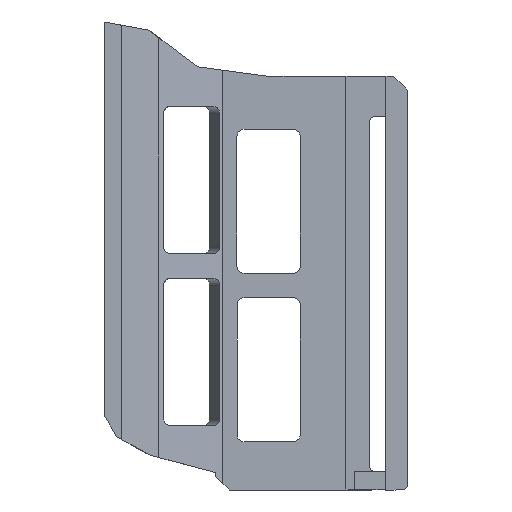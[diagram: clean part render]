
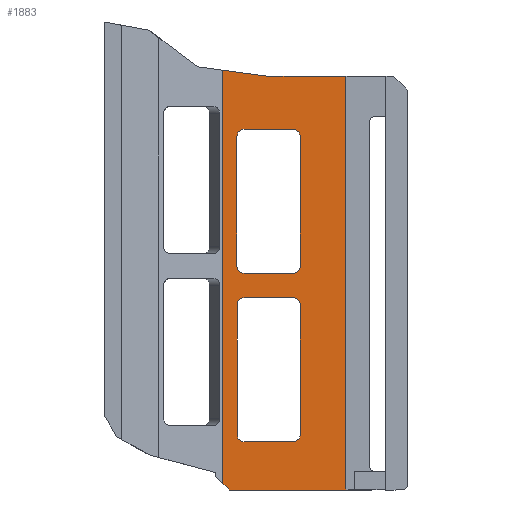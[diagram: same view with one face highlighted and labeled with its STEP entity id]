
A CAD part, left-side view. The second image highlights one B-rep face of the part: STEP entity #1883.
In plain terms, the highlighted planar face has unit normal (-1, 0, 0).
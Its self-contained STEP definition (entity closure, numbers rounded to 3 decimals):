
#297 = VERTEX_POINT('',#298);
#298 = CARTESIAN_POINT('',(33.,25.363,0.));
#304 = EDGE_CURVE('',#297,#305,#307,.T.);
#305 = VERTEX_POINT('',#306);
#306 = CARTESIAN_POINT('',(33.,-7.7,0.));
#307 = LINE('',#308,#309);
#308 = CARTESIAN_POINT('',(33.,27.3,0.));
#309 = VECTOR('',#310,1.);
#310 = DIRECTION('',(0.,-1.,0.));
#377 = VERTEX_POINT('',#378);
#378 = CARTESIAN_POINT('',(33.,14.732,117.977));
#384 = EDGE_CURVE('',#377,#385,#387,.T.);
#385 = VERTEX_POINT('',#386);
#386 = CARTESIAN_POINT('',(33.,-7.7,117.977));
#387 = LINE('',#388,#389);
#388 = CARTESIAN_POINT('',(33.,21.016,117.977));
#389 = VECTOR('',#390,1.);
#390 = DIRECTION('',(0.,-1.,0.));
#1706 = EDGE_CURVE('',#297,#1707,#1709,.T.);
#1707 = VERTEX_POINT('',#1708);
#1708 = CARTESIAN_POINT('',(33.,27.3,
    1.937));
#1709 = LINE('',#1710,#1711);
#1710 = CARTESIAN_POINT('',(33.,26.847,
    1.484));
#1711 = VECTOR('',#1712,1.);
#1712 = DIRECTION('',(0.,0.707,0.707));
#1883 = ADVANCED_FACE('',(#1884,#1909,#1979),#2049,.F.);
#1884 = FACE_BOUND('',#1885,.F.);
#1885 = EDGE_LOOP('',(#1886,#1887,#1888,#1896,#1902,#1903));
#1886 = ORIENTED_EDGE('',*,*,#304,.F.);
#1887 = ORIENTED_EDGE('',*,*,#1706,.T.);
#1888 = ORIENTED_EDGE('',*,*,#1889,.T.);
#1889 = EDGE_CURVE('',#1707,#1890,#1892,.T.);
#1890 = VERTEX_POINT('',#1891);
#1891 = CARTESIAN_POINT('',(33.,27.3,
    119.683));
#1892 = LINE('',#1893,#1894);
#1893 = CARTESIAN_POINT('',(33.,27.3,0.));
#1894 = VECTOR('',#1895,1.);
#1895 = DIRECTION('',(0.,0.,1.));
#1896 = ORIENTED_EDGE('',*,*,#1897,.T.);
#1897 = EDGE_CURVE('',#1890,#377,#1898,.T.);
#1898 = LINE('',#1899,#1900);
#1899 = CARTESIAN_POINT('',(33.,22.89,
    119.084));
#1900 = VECTOR('',#1901,1.);
#1901 = DIRECTION('',(0.,-0.991,-0.134));
#1902 = ORIENTED_EDGE('',*,*,#384,.T.);
#1903 = ORIENTED_EDGE('',*,*,#1904,.F.);
#1904 = EDGE_CURVE('',#305,#385,#1905,.T.);
#1905 = LINE('',#1906,#1907);
#1906 = CARTESIAN_POINT('',(33.,-7.7,0.));
#1907 = VECTOR('',#1908,1.);
#1908 = DIRECTION('',(0.,0.,1.));
#1909 = FACE_BOUND('',#1910,.F.);
#1910 = EDGE_LOOP('',(#1911,#1921,#1930,#1938,#1947,#1955,#1964,#1972));
#1911 = ORIENTED_EDGE('',*,*,#1912,.F.);
#1912 = EDGE_CURVE('',#1913,#1915,#1917,.T.);
#1913 = VERTEX_POINT('',#1914);
#1914 = CARTESIAN_POINT('',(33.,21.244,
    102.796));
#1915 = VERTEX_POINT('',#1916);
#1916 = CARTESIAN_POINT('',(33.,7.244,
    102.796));
#1917 = LINE('',#1918,#1919);
#1918 = CARTESIAN_POINT('',(33.,24.272,
    102.796));
#1919 = VECTOR('',#1920,1.);
#1920 = DIRECTION('',(0.,-1.,0.));
#1921 = ORIENTED_EDGE('',*,*,#1922,.F.);
#1922 = EDGE_CURVE('',#1923,#1913,#1925,.T.);
#1923 = VERTEX_POINT('',#1924);
#1924 = CARTESIAN_POINT('',(33.,23.244,
    100.796));
#1925 = CIRCLE('',#1926,2.);
#1926 = AXIS2_PLACEMENT_3D('',#1927,#1928,#1929);
#1927 = CARTESIAN_POINT('',(33.,21.244,
    100.796));
#1928 = DIRECTION('',(1.,0.,0.));
#1929 = DIRECTION('',(0.,1.,0.));
#1930 = ORIENTED_EDGE('',*,*,#1931,.F.);
#1931 = EDGE_CURVE('',#1932,#1923,#1934,.T.);
#1932 = VERTEX_POINT('',#1933);
#1933 = CARTESIAN_POINT('',(33.,23.244,
    63.796));
#1934 = LINE('',#1935,#1936);
#1935 = CARTESIAN_POINT('',(33.,23.244,
    31.898));
#1936 = VECTOR('',#1937,1.);
#1937 = DIRECTION('',(0.,0.,1.));
#1938 = ORIENTED_EDGE('',*,*,#1939,.F.);
#1939 = EDGE_CURVE('',#1940,#1932,#1942,.T.);
#1940 = VERTEX_POINT('',#1941);
#1941 = CARTESIAN_POINT('',(33.,21.244,
    61.796));
#1942 = CIRCLE('',#1943,2.);
#1943 = AXIS2_PLACEMENT_3D('',#1944,#1945,#1946);
#1944 = CARTESIAN_POINT('',(33.,21.244,
    63.796));
#1945 = DIRECTION('',(1.,0.,0.));
#1946 = DIRECTION('',(0.,1.,0.));
#1947 = ORIENTED_EDGE('',*,*,#1948,.F.);
#1948 = EDGE_CURVE('',#1949,#1940,#1951,.T.);
#1949 = VERTEX_POINT('',#1950);
#1950 = CARTESIAN_POINT('',(33.,7.244,
    61.796));
#1951 = LINE('',#1952,#1953);
#1952 = CARTESIAN_POINT('',(33.,17.272,
    61.796));
#1953 = VECTOR('',#1954,1.);
#1954 = DIRECTION('',(0.,1.,0.));
#1955 = ORIENTED_EDGE('',*,*,#1956,.F.);
#1956 = EDGE_CURVE('',#1957,#1949,#1959,.T.);
#1957 = VERTEX_POINT('',#1958);
#1958 = CARTESIAN_POINT('',(33.,5.244,
    63.796));
#1959 = CIRCLE('',#1960,2.);
#1960 = AXIS2_PLACEMENT_3D('',#1961,#1962,#1963);
#1961 = CARTESIAN_POINT('',(33.,7.244,
    63.796));
#1962 = DIRECTION('',(1.,0.,0.));
#1963 = DIRECTION('',(0.,1.,0.));
#1964 = ORIENTED_EDGE('',*,*,#1965,.F.);
#1965 = EDGE_CURVE('',#1966,#1957,#1968,.T.);
#1966 = VERTEX_POINT('',#1967);
#1967 = CARTESIAN_POINT('',(33.,5.244,
    100.796));
#1968 = LINE('',#1969,#1970);
#1969 = CARTESIAN_POINT('',(33.,5.244,
    50.398));
#1970 = VECTOR('',#1971,1.);
#1971 = DIRECTION('',(0.,0.,-1.));
#1972 = ORIENTED_EDGE('',*,*,#1973,.F.);
#1973 = EDGE_CURVE('',#1915,#1966,#1974,.T.);
#1974 = CIRCLE('',#1975,2.);
#1975 = AXIS2_PLACEMENT_3D('',#1976,#1977,#1978);
#1976 = CARTESIAN_POINT('',(33.,7.244,
    100.796));
#1977 = DIRECTION('',(1.,0.,0.));
#1978 = DIRECTION('',(0.,1.,0.));
#1979 = FACE_BOUND('',#1980,.F.);
#1980 = EDGE_LOOP('',(#1981,#1991,#2000,#2008,#2017,#2025,#2034,#2042));
#1981 = ORIENTED_EDGE('',*,*,#1982,.F.);
#1982 = EDGE_CURVE('',#1983,#1985,#1987,.T.);
#1983 = VERTEX_POINT('',#1984);
#1984 = CARTESIAN_POINT('',(33.,21.23,
    54.796));
#1985 = VERTEX_POINT('',#1986);
#1986 = CARTESIAN_POINT('',(33.,7.23,
    54.796));
#1987 = LINE('',#1988,#1989);
#1988 = CARTESIAN_POINT('',(33.,24.265,
    54.796));
#1989 = VECTOR('',#1990,1.);
#1990 = DIRECTION('',(0.,-1.,0.));
#1991 = ORIENTED_EDGE('',*,*,#1992,.F.);
#1992 = EDGE_CURVE('',#1993,#1983,#1995,.T.);
#1993 = VERTEX_POINT('',#1994);
#1994 = CARTESIAN_POINT('',(33.,23.23,
    52.796));
#1995 = CIRCLE('',#1996,2.);
#1996 = AXIS2_PLACEMENT_3D('',#1997,#1998,#1999);
#1997 = CARTESIAN_POINT('',(33.,21.23,
    52.796));
#1998 = DIRECTION('',(1.,0.,0.));
#1999 = DIRECTION('',(0.,1.,0.));
#2000 = ORIENTED_EDGE('',*,*,#2001,.F.);
#2001 = EDGE_CURVE('',#2002,#1993,#2004,.T.);
#2002 = VERTEX_POINT('',#2003);
#2003 = CARTESIAN_POINT('',(33.,23.23,
    15.796));
#2004 = LINE('',#2005,#2006);
#2005 = CARTESIAN_POINT('',(33.,23.23,
    7.898));
#2006 = VECTOR('',#2007,1.);
#2007 = DIRECTION('',(0.,0.,1.));
#2008 = ORIENTED_EDGE('',*,*,#2009,.F.);
#2009 = EDGE_CURVE('',#2010,#2002,#2012,.T.);
#2010 = VERTEX_POINT('',#2011);
#2011 = CARTESIAN_POINT('',(33.,21.23,
    13.796));
#2012 = CIRCLE('',#2013,2.);
#2013 = AXIS2_PLACEMENT_3D('',#2014,#2015,#2016);
#2014 = CARTESIAN_POINT('',(33.,21.23,
    15.796));
#2015 = DIRECTION('',(1.,0.,0.));
#2016 = DIRECTION('',(0.,1.,0.));
#2017 = ORIENTED_EDGE('',*,*,#2018,.F.);
#2018 = EDGE_CURVE('',#2019,#2010,#2021,.T.);
#2019 = VERTEX_POINT('',#2020);
#2020 = CARTESIAN_POINT('',(33.,7.23,
    13.796));
#2021 = LINE('',#2022,#2023);
#2022 = CARTESIAN_POINT('',(33.,17.265,
    13.796));
#2023 = VECTOR('',#2024,1.);
#2024 = DIRECTION('',(0.,1.,0.));
#2025 = ORIENTED_EDGE('',*,*,#2026,.F.);
#2026 = EDGE_CURVE('',#2027,#2019,#2029,.T.);
#2027 = VERTEX_POINT('',#2028);
#2028 = CARTESIAN_POINT('',(33.,5.23,
    15.796));
#2029 = CIRCLE('',#2030,2.);
#2030 = AXIS2_PLACEMENT_3D('',#2031,#2032,#2033);
#2031 = CARTESIAN_POINT('',(33.,7.23,
    15.796));
#2032 = DIRECTION('',(1.,0.,0.));
#2033 = DIRECTION('',(0.,1.,0.));
#2034 = ORIENTED_EDGE('',*,*,#2035,.F.);
#2035 = EDGE_CURVE('',#2036,#2027,#2038,.T.);
#2036 = VERTEX_POINT('',#2037);
#2037 = CARTESIAN_POINT('',(33.,5.23,
    52.796));
#2038 = LINE('',#2039,#2040);
#2039 = CARTESIAN_POINT('',(33.,5.23,
    26.398));
#2040 = VECTOR('',#2041,1.);
#2041 = DIRECTION('',(0.,0.,-1.));
#2042 = ORIENTED_EDGE('',*,*,#2043,.F.);
#2043 = EDGE_CURVE('',#1985,#2036,#2044,.T.);
#2044 = CIRCLE('',#2045,2.);
#2045 = AXIS2_PLACEMENT_3D('',#2046,#2047,#2048);
#2046 = CARTESIAN_POINT('',(33.,7.23,
    52.796));
#2047 = DIRECTION('',(1.,0.,0.));
#2048 = DIRECTION('',(0.,1.,0.));
#2049 = PLANE('',#2050);
#2050 = AXIS2_PLACEMENT_3D('',#2051,#2052,#2053);
#2051 = CARTESIAN_POINT('',(33.,27.3,0.));
#2052 = DIRECTION('',(1.,0.,0.));
#2053 = DIRECTION('',(0.,-1.,0.));
